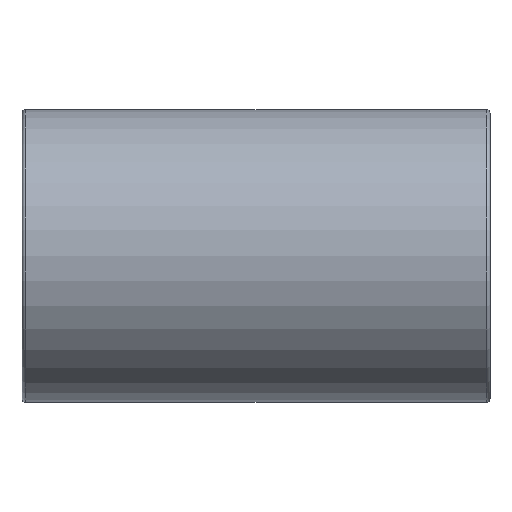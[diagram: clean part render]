
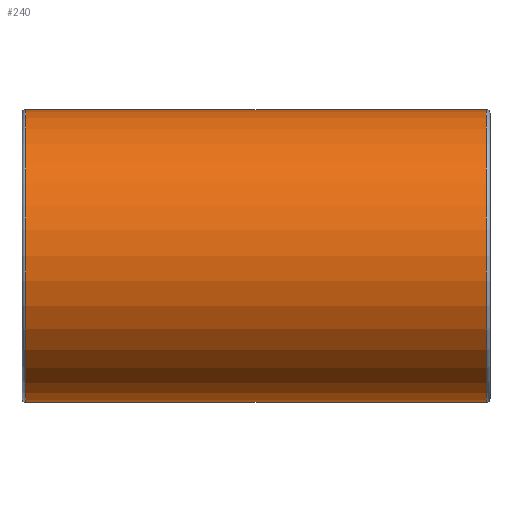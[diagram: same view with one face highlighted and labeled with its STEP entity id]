
A CAD part, top view. The second image highlights one B-rep face of the part: STEP entity #240.
In plain terms, the highlighted cylindrical face has radius 40.5 mm (diameter 81 mm), a full revolution.
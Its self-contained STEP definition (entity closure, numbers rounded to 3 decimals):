
#15=B_SPLINE_CURVE_WITH_KNOTS('',3,(#406,#407,#408,#409,#410,#411,#412,
#413,#414,#415,#416,#417,#418,#419,#420,#421,#422,#423,#424,#425,#426,#427,
#428,#429,#430,#431,#432,#433,#434,#435,#436,#437,#438,#439),
 .UNSPECIFIED.,.F.,.F.,(4,2,2,2,2,2,2,2,2,2,2,2,2,2,2,2,4),(4.151,
4.667,5.183,5.7,6.216,6.737,
7.259,7.78,8.302,8.823,9.345,
9.866,10.388,10.904,11.42,11.936,
12.453),.UNSPECIFIED.);
#16=B_SPLINE_CURVE_WITH_KNOTS('',3,(#444,#445,#446,#447,#448,#449,#450,
#451,#452,#453,#454,#455,#456,#457,#458,#459,#460,#461),.UNSPECIFIED.,.F.,
 .F.,(4,2,2,2,2,2,2,2,4),(12.453,12.969,13.485,
14.001,14.518,15.039,15.561,16.082,
16.603),.UNSPECIFIED.);
#17=B_SPLINE_CURVE_WITH_KNOTS('',3,(#462,#463,#464,#465,#466,#467,#468,
#469,#470,#471,#472,#473,#474,#475,#476,#477,#478,#479),.UNSPECIFIED.,.F.,
 .F.,(4,2,2,2,2,2,2,2,4),(0.,0.521,1.043,1.564,
2.086,2.602,3.118,3.635,4.151),
 .UNSPECIFIED.);
#39=FACE_OUTER_BOUND('',#56,.T.);
#56=EDGE_LOOP('',(#174,#175,#176,#177,#178,#179,#180,#181,#182));
#75=LINE('',#404,#84);
#76=LINE('',#441,#85);
#84=VECTOR('',#330,40.5);
#85=VECTOR('',#331,40.5);
#97=CIRCLE('',#281,40.5);
#98=CIRCLE('',#283,40.5);
#114=VERTEX_POINT('',#399);
#115=VERTEX_POINT('',#403);
#116=VERTEX_POINT('',#405);
#117=VERTEX_POINT('',#440);
#118=VERTEX_POINT('',#443);
#137=EDGE_CURVE('',#114,#114,#97,.T.);
#138=EDGE_CURVE('',#114,#115,#75,.T.);
#139=EDGE_CURVE('',#115,#116,#15,.T.);
#140=EDGE_CURVE('',#116,#117,#76,.T.);
#141=EDGE_CURVE('',#117,#117,#98,.T.);
#142=EDGE_CURVE('',#116,#118,#16,.T.);
#143=EDGE_CURVE('',#118,#115,#17,.T.);
#174=ORIENTED_EDGE('',*,*,#137,.F.);
#175=ORIENTED_EDGE('',*,*,#138,.T.);
#176=ORIENTED_EDGE('',*,*,#139,.T.);
#177=ORIENTED_EDGE('',*,*,#140,.T.);
#178=ORIENTED_EDGE('',*,*,#141,.F.);
#179=ORIENTED_EDGE('',*,*,#140,.F.);
#180=ORIENTED_EDGE('',*,*,#142,.T.);
#181=ORIENTED_EDGE('',*,*,#143,.T.);
#182=ORIENTED_EDGE('',*,*,#138,.F.);
#231=CYLINDRICAL_SURFACE('',#282,40.5);
#240=ADVANCED_FACE('',(#39),#231,.T.);
#281=AXIS2_PLACEMENT_3D('',#401,#326,#327);
#282=AXIS2_PLACEMENT_3D('',#402,#328,#329);
#283=AXIS2_PLACEMENT_3D('',#442,#332,#333);
#326=DIRECTION('center_axis',(-1.,0.,0.));
#327=DIRECTION('ref_axis',(0.,0.,-1.));
#328=DIRECTION('center_axis',(-1.,0.,0.));
#329=DIRECTION('ref_axis',(0.,0.,1.));
#330=DIRECTION('',(1.,0.,0.));
#331=DIRECTION('',(1.,0.,0.));
#332=DIRECTION('center_axis',(1.,0.,0.));
#333=DIRECTION('ref_axis',(0.,0.,-1.));
#399=CARTESIAN_POINT('',(-63.75,0.,-40.5));
#401=CARTESIAN_POINT('Origin',(-63.75,0.,0.));
#402=CARTESIAN_POINT('Origin',(0.,0.,0.));
#403=CARTESIAN_POINT('',(-26.5,0.,-40.5));
#404=CARTESIAN_POINT('',(0.,0.,-40.5));
#405=CARTESIAN_POINT('',(26.5,0.,-40.5));
#406=CARTESIAN_POINT('Ctrl Pts',(-26.5,0.,-40.5));
#407=CARTESIAN_POINT('Ctrl Pts',(-26.5,-1.721,-40.5));
#408=CARTESIAN_POINT('Ctrl Pts',(-26.33,-3.484,-40.388));
#409=CARTESIAN_POINT('Ctrl Pts',(-25.632,-6.957,-39.936));
#410=CARTESIAN_POINT('Ctrl Pts',(-25.104,-8.668,-39.597));
#411=CARTESIAN_POINT('Ctrl Pts',(-23.733,-11.92,-38.743));
#412=CARTESIAN_POINT('Ctrl Pts',(-22.889,-13.465,-38.227));
#413=CARTESIAN_POINT('Ctrl Pts',(-20.962,-16.303,-37.105));
#414=CARTESIAN_POINT('Ctrl Pts',(-19.88,-17.597,-36.5));
#415=CARTESIAN_POINT('Ctrl Pts',(-17.585,-19.891,-35.303));
#416=CARTESIAN_POINT('Ctrl Pts',(-16.285,-20.976,-34.664));
#417=CARTESIAN_POINT('Ctrl Pts',(-13.448,-22.898,-33.425));
#418=CARTESIAN_POINT('Ctrl Pts',(-11.911,-23.737,-32.826));
#419=CARTESIAN_POINT('Ctrl Pts',(-8.676,-25.101,-31.795));
#420=CARTESIAN_POINT('Ctrl Pts',(-6.974,-25.627,-31.364));
#421=CARTESIAN_POINT('Ctrl Pts',(-3.506,-26.327,-30.779));
#422=CARTESIAN_POINT('Ctrl Pts',(-1.738,-26.5,-30.627));
#423=CARTESIAN_POINT('Ctrl Pts',(1.738,-26.5,-30.627));
#424=CARTESIAN_POINT('Ctrl Pts',(3.506,-26.327,-30.779));
#425=CARTESIAN_POINT('Ctrl Pts',(6.974,-25.627,-31.364));
#426=CARTESIAN_POINT('Ctrl Pts',(8.676,-25.101,-31.795));
#427=CARTESIAN_POINT('Ctrl Pts',(11.911,-23.737,-32.826));
#428=CARTESIAN_POINT('Ctrl Pts',(13.448,-22.898,-33.425));
#429=CARTESIAN_POINT('Ctrl Pts',(16.285,-20.976,-34.664));
#430=CARTESIAN_POINT('Ctrl Pts',(17.585,-19.891,-35.303));
#431=CARTESIAN_POINT('Ctrl Pts',(19.88,-17.597,-36.5));
#432=CARTESIAN_POINT('Ctrl Pts',(20.962,-16.303,-37.105));
#433=CARTESIAN_POINT('Ctrl Pts',(22.889,-13.465,-38.227));
#434=CARTESIAN_POINT('Ctrl Pts',(23.733,-11.92,-38.743));
#435=CARTESIAN_POINT('Ctrl Pts',(25.104,-8.668,-39.597));
#436=CARTESIAN_POINT('Ctrl Pts',(25.632,-6.957,-39.936));
#437=CARTESIAN_POINT('Ctrl Pts',(26.33,-3.484,-40.388));
#438=CARTESIAN_POINT('Ctrl Pts',(26.5,-1.721,-40.5));
#439=CARTESIAN_POINT('Ctrl Pts',(26.5,0.,-40.5));
#440=CARTESIAN_POINT('',(63.75,0.,-40.5));
#441=CARTESIAN_POINT('',(0.,0.,-40.5));
#442=CARTESIAN_POINT('Origin',(63.75,0.,0.));
#443=CARTESIAN_POINT('',(0.,26.5,-30.627));
#444=CARTESIAN_POINT('Ctrl Pts',(26.5,0.,-40.5));
#445=CARTESIAN_POINT('Ctrl Pts',(26.5,1.721,-40.5));
#446=CARTESIAN_POINT('Ctrl Pts',(26.33,3.484,-40.388));
#447=CARTESIAN_POINT('Ctrl Pts',(25.632,6.957,-39.936));
#448=CARTESIAN_POINT('Ctrl Pts',(25.104,8.668,-39.597));
#449=CARTESIAN_POINT('Ctrl Pts',(23.733,11.92,-38.743));
#450=CARTESIAN_POINT('Ctrl Pts',(22.889,13.465,-38.227));
#451=CARTESIAN_POINT('Ctrl Pts',(20.962,16.303,-37.105));
#452=CARTESIAN_POINT('Ctrl Pts',(19.88,17.597,-36.5));
#453=CARTESIAN_POINT('Ctrl Pts',(17.585,19.891,-35.303));
#454=CARTESIAN_POINT('Ctrl Pts',(16.285,20.976,-34.664));
#455=CARTESIAN_POINT('Ctrl Pts',(13.448,22.898,-33.425));
#456=CARTESIAN_POINT('Ctrl Pts',(11.911,23.737,-32.826));
#457=CARTESIAN_POINT('Ctrl Pts',(8.676,25.101,-31.795));
#458=CARTESIAN_POINT('Ctrl Pts',(6.974,25.627,-31.364));
#459=CARTESIAN_POINT('Ctrl Pts',(3.506,26.327,-30.779));
#460=CARTESIAN_POINT('Ctrl Pts',(1.738,26.5,-30.627));
#461=CARTESIAN_POINT('Ctrl Pts',(0.,26.5,-30.627));
#462=CARTESIAN_POINT('Ctrl Pts',(0.,26.5,-30.627));
#463=CARTESIAN_POINT('Ctrl Pts',(-1.738,26.5,-30.627));
#464=CARTESIAN_POINT('Ctrl Pts',(-3.506,26.327,-30.779));
#465=CARTESIAN_POINT('Ctrl Pts',(-6.974,25.627,-31.364));
#466=CARTESIAN_POINT('Ctrl Pts',(-8.676,25.101,-31.795));
#467=CARTESIAN_POINT('Ctrl Pts',(-11.911,23.737,-32.826));
#468=CARTESIAN_POINT('Ctrl Pts',(-13.448,22.898,-33.425));
#469=CARTESIAN_POINT('Ctrl Pts',(-16.285,20.976,-34.664));
#470=CARTESIAN_POINT('Ctrl Pts',(-17.585,19.891,-35.303));
#471=CARTESIAN_POINT('Ctrl Pts',(-19.88,17.597,-36.5));
#472=CARTESIAN_POINT('Ctrl Pts',(-20.962,16.303,-37.105));
#473=CARTESIAN_POINT('Ctrl Pts',(-22.889,13.465,-38.227));
#474=CARTESIAN_POINT('Ctrl Pts',(-23.733,11.92,-38.743));
#475=CARTESIAN_POINT('Ctrl Pts',(-25.104,8.668,-39.597));
#476=CARTESIAN_POINT('Ctrl Pts',(-25.632,6.957,-39.936));
#477=CARTESIAN_POINT('Ctrl Pts',(-26.33,3.484,-40.388));
#478=CARTESIAN_POINT('Ctrl Pts',(-26.5,1.721,-40.5));
#479=CARTESIAN_POINT('Ctrl Pts',(-26.5,0.,-40.5));
